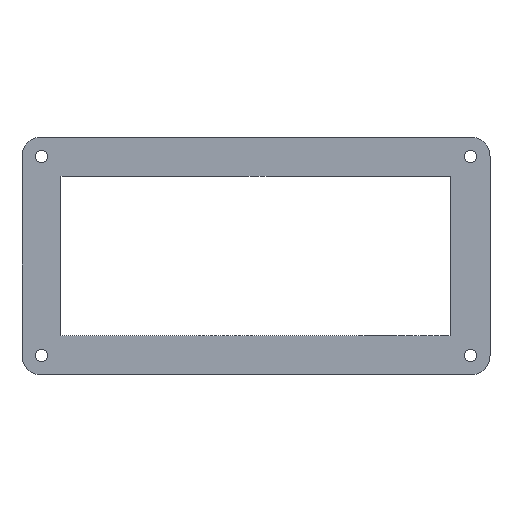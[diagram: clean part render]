
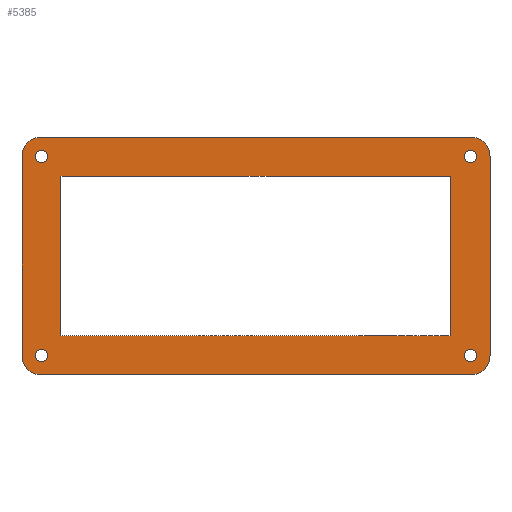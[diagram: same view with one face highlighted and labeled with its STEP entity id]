
A CAD part, top view. The second image highlights one B-rep face of the part: STEP entity #5385.
In plain terms, the highlighted planar face has unit normal (0, 0, 1).
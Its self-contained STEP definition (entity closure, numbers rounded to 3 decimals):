
#17=CIRCLE('',#5530,5.);
#19=CIRCLE('',#5534,5.);
#20=CIRCLE('',#5535,5.);
#21=CIRCLE('',#5536,5.);
#22=CIRCLE('',#5537,1.6);
#23=CIRCLE('',#5538,1.6);
#24=CIRCLE('',#5539,1.6);
#25=CIRCLE('',#5540,1.6);
#64=FACE_BOUND('',#1131,.T.);
#65=FACE_BOUND('',#1132,.T.);
#66=FACE_BOUND('',#1133,.T.);
#67=FACE_BOUND('',#1134,.T.);
#68=FACE_BOUND('',#1135,.T.);
#820=FACE_OUTER_BOUND('',#1130,.T.);
#1130=EDGE_LOOP('',(#4893,#4894,#4895,#4896,#4897,#4898,#4899,#4900));
#1131=EDGE_LOOP('',(#4901));
#1132=EDGE_LOOP('',(#4902));
#1133=EDGE_LOOP('',(#4903));
#1134=EDGE_LOOP('',(#4904));
#1135=EDGE_LOOP('',(#4905,#4906,#4907,#4908));
#1575=LINE('',#10502,#2036);
#1587=LINE('',#10535,#2048);
#1592=LINE('',#10550,#2053);
#1595=LINE('',#10556,#2056);
#1596=LINE('',#10560,#2057);
#1597=LINE('',#10564,#2058);
#1598=LINE('',#10574,#2059);
#1599=LINE('',#10575,#2060);
#2036=VECTOR('',#6195,10.);
#2048=VECTOR('',#6227,10.);
#2053=VECTOR('',#6240,10.);
#2056=VECTOR('',#6245,10.);
#2057=VECTOR('',#6248,10.);
#2058=VECTOR('',#6251,10.);
#2059=VECTOR('',#6262,10.);
#2060=VECTOR('',#6263,10.);
#2568=VERTEX_POINT('',#10499);
#2569=VERTEX_POINT('',#10501);
#2579=VERTEX_POINT('',#10532);
#2580=VERTEX_POINT('',#10534);
#2582=VERTEX_POINT('',#10540);
#2583=VERTEX_POINT('',#10541);
#2586=VERTEX_POINT('',#10549);
#2588=VERTEX_POINT('',#10555);
#2589=VERTEX_POINT('',#10557);
#2590=VERTEX_POINT('',#10559);
#2591=VERTEX_POINT('',#10561);
#2592=VERTEX_POINT('',#10563);
#2593=VERTEX_POINT('',#10566);
#2594=VERTEX_POINT('',#10568);
#2595=VERTEX_POINT('',#10570);
#2596=VERTEX_POINT('',#10572);
#3343=EDGE_CURVE('',#2569,#2568,#1575,.T.);
#3357=EDGE_CURVE('',#2580,#2579,#1587,.T.);
#3360=EDGE_CURVE('',#2582,#2583,#17,.T.);
#3364=EDGE_CURVE('',#2586,#2583,#1592,.T.);
#3367=EDGE_CURVE('',#2582,#2588,#1595,.T.);
#3368=EDGE_CURVE('',#2589,#2588,#19,.T.);
#3369=EDGE_CURVE('',#2589,#2590,#1596,.T.);
#3370=EDGE_CURVE('',#2591,#2590,#20,.T.);
#3371=EDGE_CURVE('',#2591,#2592,#1597,.T.);
#3372=EDGE_CURVE('',#2586,#2592,#21,.T.);
#3373=EDGE_CURVE('',#2593,#2593,#22,.T.);
#3374=EDGE_CURVE('',#2594,#2594,#23,.T.);
#3375=EDGE_CURVE('',#2595,#2595,#24,.T.);
#3376=EDGE_CURVE('',#2596,#2596,#25,.T.);
#3377=EDGE_CURVE('',#2568,#2580,#1598,.T.);
#3378=EDGE_CURVE('',#2579,#2569,#1599,.T.);
#4893=ORIENTED_EDGE('',*,*,#3360,.F.);
#4894=ORIENTED_EDGE('',*,*,#3367,.T.);
#4895=ORIENTED_EDGE('',*,*,#3368,.F.);
#4896=ORIENTED_EDGE('',*,*,#3369,.T.);
#4897=ORIENTED_EDGE('',*,*,#3370,.F.);
#4898=ORIENTED_EDGE('',*,*,#3371,.T.);
#4899=ORIENTED_EDGE('',*,*,#3372,.F.);
#4900=ORIENTED_EDGE('',*,*,#3364,.T.);
#4901=ORIENTED_EDGE('',*,*,#3373,.T.);
#4902=ORIENTED_EDGE('',*,*,#3374,.T.);
#4903=ORIENTED_EDGE('',*,*,#3375,.T.);
#4904=ORIENTED_EDGE('',*,*,#3376,.T.);
#4905=ORIENTED_EDGE('',*,*,#3343,.T.);
#4906=ORIENTED_EDGE('',*,*,#3377,.T.);
#4907=ORIENTED_EDGE('',*,*,#3357,.T.);
#4908=ORIENTED_EDGE('',*,*,#3378,.T.);
#5104=PLANE('',#5533);
#5385=ADVANCED_FACE('',(#820,#64,#65,#66,#67,#68),#5104,.T.);
#5530=AXIS2_PLACEMENT_3D('',#10542,#6232,#6233);
#5533=AXIS2_PLACEMENT_3D('',#10554,#6243,#6244);
#5534=AXIS2_PLACEMENT_3D('',#10558,#6246,#6247);
#5535=AXIS2_PLACEMENT_3D('',#10562,#6249,#6250);
#5536=AXIS2_PLACEMENT_3D('',#10565,#6252,#6253);
#5537=AXIS2_PLACEMENT_3D('',#10567,#6254,#6255);
#5538=AXIS2_PLACEMENT_3D('',#10569,#6256,#6257);
#5539=AXIS2_PLACEMENT_3D('',#10571,#6258,#6259);
#5540=AXIS2_PLACEMENT_3D('',#10573,#6260,#6261);
#6195=DIRECTION('',(-1.,0.,0.));
#6227=DIRECTION('',(1.,0.,0.));
#6232=DIRECTION('center_axis',(0.,0.,-1.));
#6233=DIRECTION('ref_axis',(0.707,0.707,0.));
#6240=DIRECTION('',(0.,1.,0.));
#6243=DIRECTION('center_axis',(0.,0.,1.));
#6244=DIRECTION('ref_axis',(1.,0.,0.));
#6245=DIRECTION('',(-1.,0.,0.));
#6246=DIRECTION('center_axis',(0.,0.,-1.));
#6247=DIRECTION('ref_axis',(-0.707,0.707,0.));
#6248=DIRECTION('',(0.,-1.,0.));
#6249=DIRECTION('center_axis',(0.,0.,-1.));
#6250=DIRECTION('ref_axis',(-0.707,-0.707,0.));
#6251=DIRECTION('',(1.,0.,0.));
#6252=DIRECTION('center_axis',(0.,0.,-1.));
#6253=DIRECTION('ref_axis',(0.707,-0.707,0.));
#6254=DIRECTION('center_axis',(0.,0.,-1.));
#6255=DIRECTION('ref_axis',(1.,0.,0.));
#6256=DIRECTION('center_axis',(0.,0.,-1.));
#6257=DIRECTION('ref_axis',(1.,0.,0.));
#6258=DIRECTION('center_axis',(0.,0.,-1.));
#6259=DIRECTION('ref_axis',(1.,0.,0.));
#6260=DIRECTION('center_axis',(0.,0.,-1.));
#6261=DIRECTION('ref_axis',(1.,0.,0.));
#6262=DIRECTION('',(0.,1.,0.));
#6263=DIRECTION('',(0.,-1.,0.));
#10499=CARTESIAN_POINT('',(0.,0.,15.));
#10501=CARTESIAN_POINT('',(100.,0.,15.));
#10502=CARTESIAN_POINT('',(75.,0.,15.));
#10532=CARTESIAN_POINT('',(100.,41.,15.));
#10534=CARTESIAN_POINT('',(0.,41.,15.));
#10535=CARTESIAN_POINT('',(25.,41.,15.));
#10540=CARTESIAN_POINT('',(105.,51.,15.));
#10541=CARTESIAN_POINT('',(110.,46.,15.));
#10542=CARTESIAN_POINT('Origin',(105.,46.,15.));
#10549=CARTESIAN_POINT('',(110.,-5.,15.));
#10550=CARTESIAN_POINT('',(110.,5.25,15.));
#10554=CARTESIAN_POINT('Origin',(50.,20.5,15.));
#10555=CARTESIAN_POINT('',(-5.,51.,15.));
#10556=CARTESIAN_POINT('',(80.,51.,15.));
#10557=CARTESIAN_POINT('',(-10.,46.,15.));
#10558=CARTESIAN_POINT('Origin',(-5.,46.,15.));
#10559=CARTESIAN_POINT('',(-10.,-5.,15.));
#10560=CARTESIAN_POINT('',(-10.,35.75,15.));
#10561=CARTESIAN_POINT('',(-5.,-10.,15.));
#10562=CARTESIAN_POINT('Origin',(-5.,-5.,15.));
#10563=CARTESIAN_POINT('',(105.,-10.,15.));
#10564=CARTESIAN_POINT('',(20.,-10.,15.));
#10565=CARTESIAN_POINT('Origin',(105.,-5.,15.));
#10566=CARTESIAN_POINT('',(-6.6,-5.,15.));
#10567=CARTESIAN_POINT('Origin',(-5.,-5.,15.));
#10568=CARTESIAN_POINT('',(103.4,-5.,15.));
#10569=CARTESIAN_POINT('Origin',(105.,-5.,15.));
#10570=CARTESIAN_POINT('',(103.4,46.,15.));
#10571=CARTESIAN_POINT('Origin',(105.,46.,15.));
#10572=CARTESIAN_POINT('',(-6.6,46.,15.));
#10573=CARTESIAN_POINT('Origin',(-5.,46.,15.));
#10574=CARTESIAN_POINT('',(0.,10.25,15.));
#10575=CARTESIAN_POINT('',(100.,30.75,15.));
